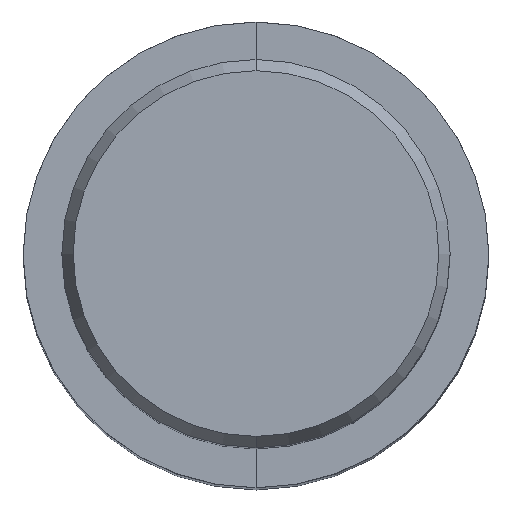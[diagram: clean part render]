
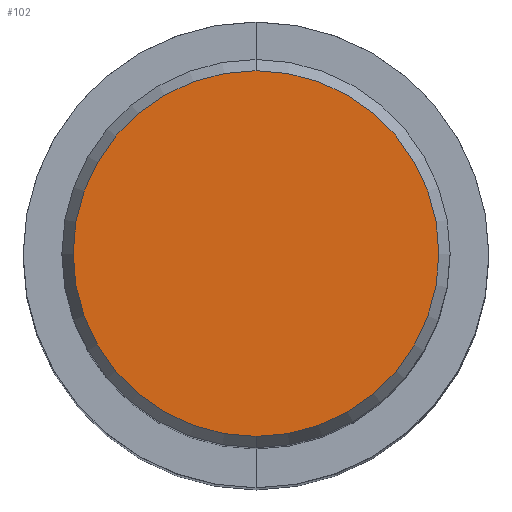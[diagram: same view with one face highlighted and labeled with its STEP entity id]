
A CAD part, top view. The second image highlights one B-rep face of the part: STEP entity #102.
In plain terms, the highlighted planar face has unit normal (0, 0, 1).
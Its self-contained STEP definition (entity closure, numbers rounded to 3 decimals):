
#102=ADVANCED_FACE('',(#259),#260,.T.);
#134=EDGE_CURVE('',#184,#180,#296,.T.);
#180=VERTEX_POINT('',#350);
#184=VERTEX_POINT('',#354);
#220=EDGE_CURVE('',#180,#184,#393,.T.);
#259=FACE_OUTER_BOUND('',#428,.T.);
#260=PLANE('',#429);
#296=CIRCLE('',#469,14.958);
#350=CARTESIAN_POINT('',(0.,-14.958,0.01));
#354=CARTESIAN_POINT('',(0.0,14.958,0.01));
#393=CIRCLE('',#597,14.958);
#428=EDGE_LOOP('',(#627,#628));
#429=AXIS2_PLACEMENT_3D('',#629,#630,#631);
#469=AXIS2_PLACEMENT_3D('',#674,#675,#676);
#597=AXIS2_PLACEMENT_3D('',#790,#791,#792);
#627=ORIENTED_EDGE('',*,*,#134,.F.);
#628=ORIENTED_EDGE('',*,*,#220,.F.);
#629=CARTESIAN_POINT('',(0.0,7.479,0.01));
#630=DIRECTION('',(-0.0,0.0,1.0));
#631=DIRECTION('',(0.0,-1.0,0.0));
#674=CARTESIAN_POINT('',(0.0,0.0,0.01));
#675=DIRECTION('',(0.0,0.0,-1.0));
#676=DIRECTION('',(0.0,1.0,0.0));
#790=CARTESIAN_POINT('',(0.0,0.0,0.01));
#791=DIRECTION('',(0.0,0.0,-1.0));
#792=DIRECTION('',(0.0,1.0,0.0));
